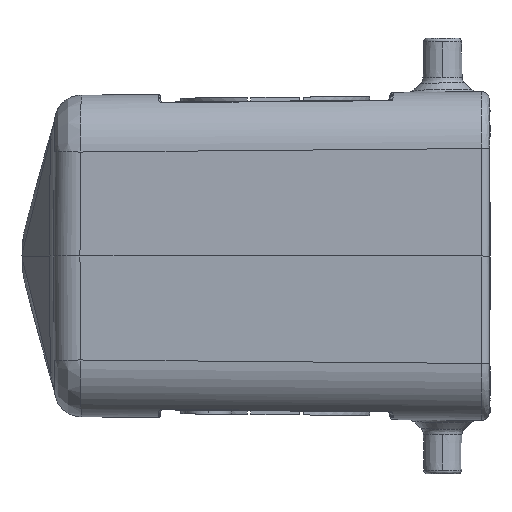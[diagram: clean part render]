
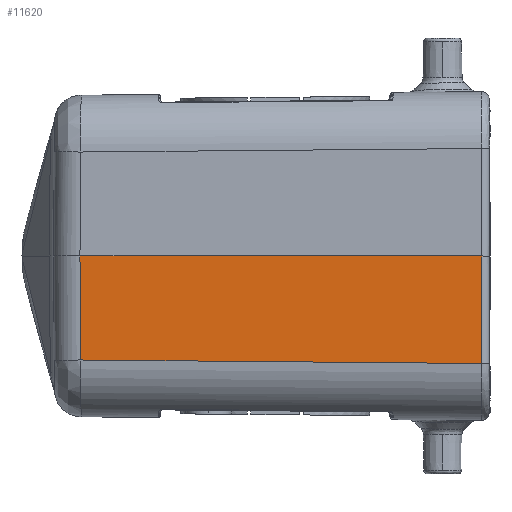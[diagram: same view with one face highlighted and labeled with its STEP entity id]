
A CAD part, left-side view. The second image highlights one B-rep face of the part: STEP entity #11620.
In plain terms, the highlighted planar face has unit normal (-1, 0.009, -0.009).
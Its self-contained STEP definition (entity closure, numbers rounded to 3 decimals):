
#530 = VERTEX_POINT ( 'NONE', #4608 ) ;
#1794 = ORIENTED_EDGE ( 'NONE', *, *, #10471, .F. ) ;
#1959 = PLANE ( 'NONE',  #2080 ) ;
#2080 = AXIS2_PLACEMENT_3D ( 'NONE', #7101, #23630, #21371 ) ;
#3524 = VERTEX_POINT ( 'NONE', #20564 ) ;
#3534 = LINE ( 'NONE', #23907, #9080 ) ;
#4608 = CARTESIAN_POINT ( 'NONE',  ( -35.915, 123.412, -13.6 ) ) ;
#5043 = EDGE_LOOP ( 'NONE', ( #1794, #11007, #9463, #17063 ) ) ;
#5101 = DIRECTION ( 'NONE',  ( 0.009, 1., 0. ) ) ;
#6123 = CARTESIAN_POINT ( 'NONE',  ( -35.883, 127.082, -13.568 ) ) ;
#6158 = EDGE_CURVE ( 'NONE', #13234, #3524, #8406, .T. ) ;
#6227 = DIRECTION ( 'NONE',  ( 0.009, -0.009, -1. ) ) ;
#6338 = CARTESIAN_POINT ( 'NONE',  ( -36.033, 123.531, 0. ) ) ;
#7101 = CARTESIAN_POINT ( 'NONE',  ( -36.511, 70., 1.225 ) ) ;
#7504 = EDGE_CURVE ( 'NONE', #13234, #8232, #3534, .T. ) ;
#8010 = VECTOR ( 'NONE', #6227, 1000. ) ;
#8232 = VERTEX_POINT ( 'NONE', #28193 ) ;
#8406 = LINE ( 'NONE', #18120, #20256 ) ;
#9080 = VECTOR ( 'NONE', #5101, 1000. ) ;
#9463 = ORIENTED_EDGE ( 'NONE', *, *, #7504, .T. ) ;
#10471 = EDGE_CURVE ( 'NONE', #3524, #530, #16052, .T. ) ;
#10810 = FACE_OUTER_BOUND ( 'NONE', #5043, .T. ) ;
#11007 = ORIENTED_EDGE ( 'NONE', *, *, #6158, .F. ) ;
#11620 = ADVANCED_FACE ( 'NONE', ( #10810 ), #1959, .T. ) ;
#13234 = VERTEX_POINT ( 'NONE', #19213 ) ;
#15370 = DIRECTION ( 'NONE',  ( 0.009, 1., 0.009 ) ) ;
#16052 = LINE ( 'NONE', #6123, #25611 ) ;
#17063 = ORIENTED_EDGE ( 'NONE', *, *, #21028, .T. ) ;
#18120 = CARTESIAN_POINT ( 'NONE',  ( -37.388, 71.009, 102.796 ) ) ;
#19092 = LINE ( 'NONE', #6338, #8010 ) ;
#19213 = CARTESIAN_POINT ( 'NONE',  ( -36.491, 71.009, 0. ) ) ;
#20256 = VECTOR ( 'NONE', #25412, 1000. ) ;
#20564 = CARTESIAN_POINT ( 'NONE',  ( -36.369, 71.009, -14.057 ) ) ;
#21028 = EDGE_CURVE ( 'NONE', #8232, #530, #19092, .T. ) ;
#21371 = DIRECTION ( 'NONE',  ( -0.009, -1., 0. ) ) ;
#23630 = DIRECTION ( 'NONE',  ( -1., 0.009, -0.009 ) ) ;
#23907 = CARTESIAN_POINT ( 'NONE',  ( -36.5, 70., 0. ) ) ;
#25412 = DIRECTION ( 'NONE',  ( 0.009, 0., -1. ) ) ;
#25611 = VECTOR ( 'NONE', #15370, 1000. ) ;
#28193 = CARTESIAN_POINT ( 'NONE',  ( -36.033, 123.531, 0. ) ) ;
